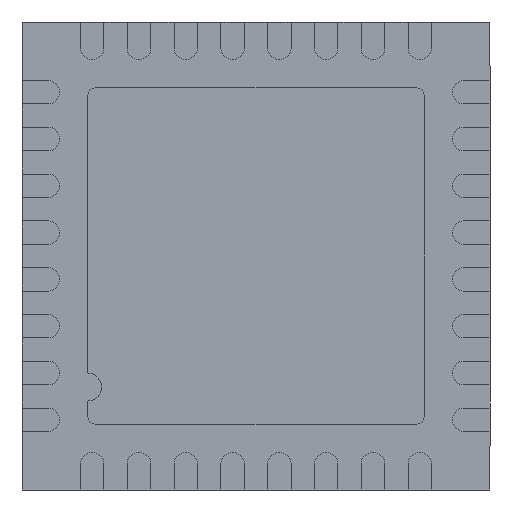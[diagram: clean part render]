
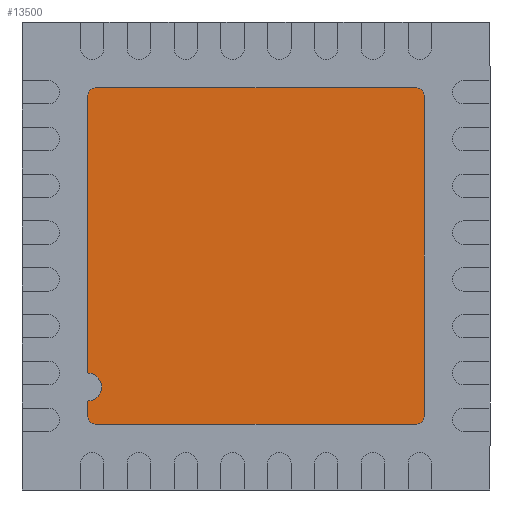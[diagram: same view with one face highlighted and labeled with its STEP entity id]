
A CAD part, front view. The second image highlights one B-rep face of the part: STEP entity #13500.
In plain terms, the highlighted planar face has unit normal (0, -1, 0).
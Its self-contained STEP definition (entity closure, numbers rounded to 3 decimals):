
#101 = VERTEX_POINT ( 'NONE', #4610 ) ;
#242 = CIRCLE ( 'NONE', #10623, 0.1 ) ;
#302 = ORIENTED_EDGE ( 'NONE', *, *, #13784, .T. ) ;
#593 = LINE ( 'NONE', #9966, #3986 ) ;
#732 = CARTESIAN_POINT ( 'NONE',  ( 1.8, 0., -1.7 ) ) ;
#946 = LINE ( 'NONE', #1686, #12897 ) ;
#1376 = CARTESIAN_POINT ( 'NONE',  ( 1.7, 0., 1.8 ) ) ;
#1686 = CARTESIAN_POINT ( 'NONE',  ( 1.8, 0., -1.7 ) ) ;
#1832 = ORIENTED_EDGE ( 'NONE', *, *, #12043, .T. ) ;
#1851 = DIRECTION ( 'NONE',  ( -1., 0., 0. ) ) ;
#2205 = AXIS2_PLACEMENT_3D ( 'NONE', #6962, #7013, #8231 ) ;
#2445 = DIRECTION ( 'NONE',  ( 0., 0., -1. ) ) ;
#2495 = ORIENTED_EDGE ( 'NONE', *, *, #11919, .T. ) ;
#2506 = VECTOR ( 'NONE', #1851, 1000. ) ;
#2626 = DIRECTION ( 'NONE',  ( 0., -1., 0. ) ) ;
#2642 = ORIENTED_EDGE ( 'NONE', *, *, #12826, .T. ) ;
#3135 = ORIENTED_EDGE ( 'NONE', *, *, #12466, .T. ) ;
#3254 = LINE ( 'NONE', #6374, #2506 ) ;
#3417 = FACE_OUTER_BOUND ( 'NONE', #6336, .T. ) ;
#3466 = CARTESIAN_POINT ( 'NONE',  ( 1.7, 0., 1.7 ) ) ;
#3554 = PLANE ( 'NONE',  #14727 ) ;
#3986 = VECTOR ( 'NONE', #4401, 1000. ) ;
#4035 = VERTEX_POINT ( 'NONE', #9168 ) ;
#4188 = VERTEX_POINT ( 'NONE', #8399 ) ;
#4401 = DIRECTION ( 'NONE',  ( 0., 0., -1. ) ) ;
#4461 = DIRECTION ( 'NONE',  ( 0., 0., -1. ) ) ;
#4539 = CARTESIAN_POINT ( 'NONE',  ( -1.7, 0., -1.8 ) ) ;
#4544 = VERTEX_POINT ( 'NONE', #4539 ) ;
#4546 = CARTESIAN_POINT ( 'NONE',  ( -1.8, 0., -1.4 ) ) ;
#4580 = LINE ( 'NONE', #14863, #12732 ) ;
#4594 = DIRECTION ( 'NONE',  ( 0., 0., -1. ) ) ;
#4610 = CARTESIAN_POINT ( 'NONE',  ( 1.7, 0., -1.8 ) ) ;
#4689 = VERTEX_POINT ( 'NONE', #12913 ) ;
#4900 = ORIENTED_EDGE ( 'NONE', *, *, #11532, .T. ) ;
#4904 = VERTEX_POINT ( 'NONE', #7309 ) ;
#4976 = DIRECTION ( 'NONE',  ( 0., 0., -1. ) ) ;
#5228 = EDGE_CURVE ( 'NONE', #4188, #4035, #4580, .T. ) ;
#5329 = DIRECTION ( 'NONE',  ( 0., -1., 0. ) ) ;
#5600 = VERTEX_POINT ( 'NONE', #732 ) ;
#5877 = DIRECTION ( 'NONE',  ( 0., -1., 0. ) ) ;
#6336 = EDGE_LOOP ( 'NONE', ( #2642, #302, #2495, #13441, #10744, #8787, #4900, #1832, #3135, #14129 ) ) ;
#6374 = CARTESIAN_POINT ( 'NONE',  ( 1.7, 0., 1.8 ) ) ;
#6525 = DIRECTION ( 'NONE',  ( 0., -1., 0. ) ) ;
#6678 = DIRECTION ( 'NONE',  ( 0., 0., 1. ) ) ;
#6844 = AXIS2_PLACEMENT_3D ( 'NONE', #12276, #5329, #13451 ) ;
#6962 = CARTESIAN_POINT ( 'NONE',  ( -1.7, 0., -1.7 ) ) ;
#7013 = DIRECTION ( 'NONE',  ( 0., -1., 0. ) ) ;
#7309 = CARTESIAN_POINT ( 'NONE',  ( -1.7, 0., 1.8 ) ) ;
#7460 = LINE ( 'NONE', #8973, #11274 ) ;
#7534 = EDGE_CURVE ( 'NONE', #4035, #8012, #11524, .T. ) ;
#7835 = VERTEX_POINT ( 'NONE', #1376 ) ;
#7864 = AXIS2_PLACEMENT_3D ( 'NONE', #4546, #8092, #4594 ) ;
#8012 = VERTEX_POINT ( 'NONE', #14882 ) ;
#8092 = DIRECTION ( 'NONE',  ( 0., 1., 0. ) ) ;
#8231 = DIRECTION ( 'NONE',  ( 0., 0., -1. ) ) ;
#8399 = CARTESIAN_POINT ( 'NONE',  ( -1.8, 0., 1.7 ) ) ;
#8712 = AXIS2_PLACEMENT_3D ( 'NONE', #11944, #2626, #4976 ) ;
#8787 = ORIENTED_EDGE ( 'NONE', *, *, #12430, .T. ) ;
#8973 = CARTESIAN_POINT ( 'NONE',  ( 1.7, 0., -1.8 ) ) ;
#9168 = CARTESIAN_POINT ( 'NONE',  ( -1.8, 0., -1.25 ) ) ;
#9748 = DIRECTION ( 'NONE',  ( 0., 0., 1. ) ) ;
#9966 = CARTESIAN_POINT ( 'NONE',  ( -1.8, 0., -1.55 ) ) ;
#10543 = CIRCLE ( 'NONE', #6844, 0.1 ) ;
#10623 = AXIS2_PLACEMENT_3D ( 'NONE', #13641, #6525, #6678 ) ;
#10685 = CIRCLE ( 'NONE', #8712, 0.1 ) ;
#10744 = ORIENTED_EDGE ( 'NONE', *, *, #7534, .T. ) ;
#11274 = VECTOR ( 'NONE', #11767, 1000. ) ;
#11524 = CIRCLE ( 'NONE', #7864, 0.15 ) ;
#11532 = EDGE_CURVE ( 'NONE', #14439, #4544, #13842, .T. ) ;
#11767 = DIRECTION ( 'NONE',  ( 1., 0., 0. ) ) ;
#11919 = EDGE_CURVE ( 'NONE', #4904, #4188, #10543, .T. ) ;
#11944 = CARTESIAN_POINT ( 'NONE',  ( 1.7, 0., 1.7 ) ) ;
#12043 = EDGE_CURVE ( 'NONE', #4544, #101, #7460, .T. ) ;
#12276 = CARTESIAN_POINT ( 'NONE',  ( -1.7, 0., 1.7 ) ) ;
#12430 = EDGE_CURVE ( 'NONE', #8012, #14439, #593, .T. ) ;
#12466 = EDGE_CURVE ( 'NONE', #101, #5600, #242, .T. ) ;
#12732 = VECTOR ( 'NONE', #4461, 1000. ) ;
#12748 = EDGE_CURVE ( 'NONE', #5600, #4689, #946, .T. ) ;
#12826 = EDGE_CURVE ( 'NONE', #4689, #7835, #10685, .T. ) ;
#12897 = VECTOR ( 'NONE', #9748, 1000. ) ;
#12913 = CARTESIAN_POINT ( 'NONE',  ( 1.8, 0., 1.7 ) ) ;
#13441 = ORIENTED_EDGE ( 'NONE', *, *, #5228, .T. ) ;
#13451 = DIRECTION ( 'NONE',  ( 0., 0., 1. ) ) ;
#13500 = ADVANCED_FACE ( 'NONE', ( #3417 ), #3554, .T. ) ;
#13641 = CARTESIAN_POINT ( 'NONE',  ( 1.7, 0., -1.7 ) ) ;
#13784 = EDGE_CURVE ( 'NONE', #7835, #4904, #3254, .T. ) ;
#13842 = CIRCLE ( 'NONE', #2205, 0.1 ) ;
#13865 = CARTESIAN_POINT ( 'NONE',  ( -1.8, 0., -1.7 ) ) ;
#14129 = ORIENTED_EDGE ( 'NONE', *, *, #12748, .T. ) ;
#14439 = VERTEX_POINT ( 'NONE', #13865 ) ;
#14727 = AXIS2_PLACEMENT_3D ( 'NONE', #3466, #5877, #2445 ) ;
#14863 = CARTESIAN_POINT ( 'NONE',  ( -1.8, 0., -1.25 ) ) ;
#14882 = CARTESIAN_POINT ( 'NONE',  ( -1.8, 0., -1.55 ) ) ;
